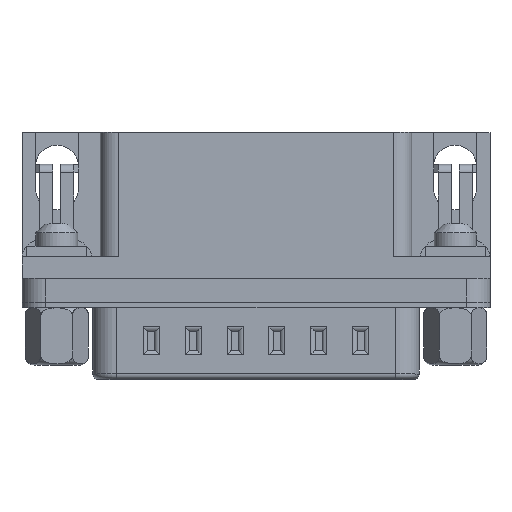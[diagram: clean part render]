
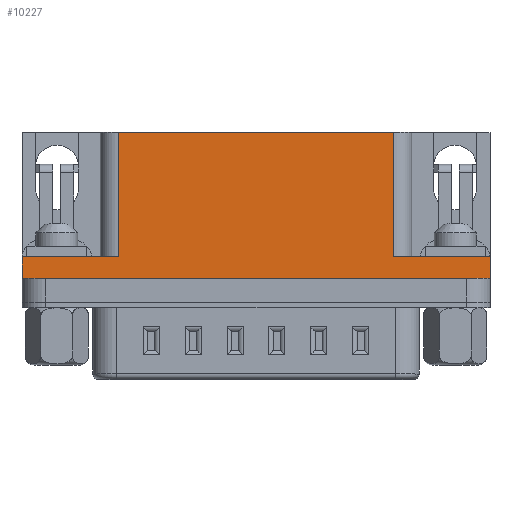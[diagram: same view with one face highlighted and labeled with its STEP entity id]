
A CAD part, top view. The second image highlights one B-rep face of the part: STEP entity #10227.
In plain terms, the highlighted planar face has unit normal (0, 0, 1).
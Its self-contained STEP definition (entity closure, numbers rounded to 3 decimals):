
#760=LINE('',#15307,#1924);
#821=LINE('',#15435,#1985);
#827=LINE('',#15446,#1991);
#830=LINE('',#15454,#1994);
#831=LINE('',#15455,#1995);
#832=LINE('',#15457,#1996);
#833=LINE('',#15459,#1997);
#834=LINE('',#15461,#1998);
#1924=VECTOR('',#12290,1000.);
#1985=VECTOR('',#12391,1000.);
#1991=VECTOR('',#12399,1000.);
#1994=VECTOR('',#12406,1000.);
#1995=VECTOR('',#12407,1000.);
#1996=VECTOR('',#12408,1000.);
#1997=VECTOR('',#12409,1000.);
#1998=VECTOR('',#12410,1000.);
#3293=ORIENTED_EDGE('',*,*,#6079,.T.);
#3294=ORIENTED_EDGE('',*,*,#6157,.T.);
#3295=ORIENTED_EDGE('',*,*,#6153,.T.);
#3296=ORIENTED_EDGE('',*,*,#6147,.F.);
#3297=ORIENTED_EDGE('',*,*,#6158,.F.);
#3298=ORIENTED_EDGE('',*,*,#6159,.T.);
#3299=ORIENTED_EDGE('',*,*,#6160,.F.);
#3300=ORIENTED_EDGE('',*,*,#6161,.T.);
#6079=EDGE_CURVE('',#7499,#7498,#760,.T.);
#6147=EDGE_CURVE('',#7545,#7546,#821,.T.);
#6153=EDGE_CURVE('',#7550,#7546,#827,.T.);
#6157=EDGE_CURVE('',#7498,#7550,#830,.T.);
#6158=EDGE_CURVE('',#7553,#7545,#831,.T.);
#6159=EDGE_CURVE('',#7553,#7554,#832,.T.);
#6160=EDGE_CURVE('',#7555,#7554,#833,.T.);
#6161=EDGE_CURVE('',#7555,#7499,#834,.T.);
#7498=VERTEX_POINT('',#15306);
#7499=VERTEX_POINT('',#15308);
#7545=VERTEX_POINT('',#15434);
#7546=VERTEX_POINT('',#15436);
#7550=VERTEX_POINT('',#15447);
#7553=VERTEX_POINT('',#15456);
#7554=VERTEX_POINT('',#15458);
#7555=VERTEX_POINT('',#15460);
#8516=EDGE_LOOP('',(#3293,#3294,#3295,#3296,#3297,#3298,#3299,#3300));
#9212=FACE_BOUND('',#8516,.T.);
#9872=PLANE('',#11108);
#10227=ADVANCED_FACE('',(#9212),#9872,.T.);
#11108=AXIS2_PLACEMENT_3D('',#15453,#12404,#12405);
#12290=DIRECTION('',(-1.,0.,0.));
#12391=DIRECTION('',(0.,1.,0.));
#12399=DIRECTION('',(-1.,0.,0.));
#12404=DIRECTION('',(0.,0.,1.));
#12405=DIRECTION('',(1.,0.,0.));
#12406=DIRECTION('',(0.,-1.,0.));
#12407=DIRECTION('',(-1.,0.,0.));
#12408=DIRECTION('',(0.,1.,0.));
#12409=DIRECTION('',(1.,0.,0.));
#12410=DIRECTION('',(0.,1.,0.));
#15306=CARTESIAN_POINT('',(-11.515,7.1,4.225));
#15307=CARTESIAN_POINT('',(19.57,7.1,4.225));
#15308=CARTESIAN_POINT('',(11.515,7.1,4.225));
#15434=CARTESIAN_POINT('',(-19.57,-5.1,4.225));
#15435=CARTESIAN_POINT('',(-19.57,-5.1,4.225));
#15436=CARTESIAN_POINT('',(-19.57,-3.3,4.225));
#15446=CARTESIAN_POINT('',(-13.015,-3.3,4.225));
#15447=CARTESIAN_POINT('',(-11.515,-3.3,4.225));
#15453=CARTESIAN_POINT('',(19.57,-5.1,4.225));
#15454=CARTESIAN_POINT('',(-11.515,-3.3,4.225));
#15455=CARTESIAN_POINT('',(19.57,-5.1,4.225));
#15456=CARTESIAN_POINT('',(19.57,-5.1,4.225));
#15457=CARTESIAN_POINT('',(19.57,-5.1,4.225));
#15458=CARTESIAN_POINT('',(19.57,-3.3,4.225));
#15459=CARTESIAN_POINT('',(13.015,-3.3,4.225));
#15460=CARTESIAN_POINT('',(11.515,-3.3,4.225));
#15461=CARTESIAN_POINT('',(11.515,7.1,4.225));
